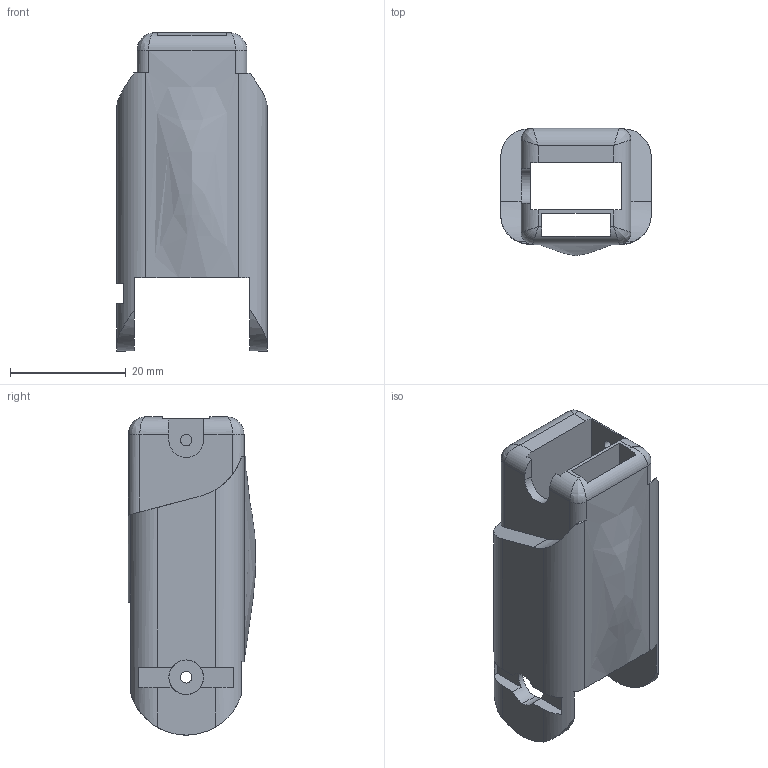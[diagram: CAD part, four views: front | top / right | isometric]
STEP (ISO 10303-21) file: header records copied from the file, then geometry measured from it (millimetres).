
FILE_DESCRIPTION (( 'STEP AP203' ), '1' );
FILE_NAME ('linki2__Varsayilan_sldprt.STEP', '2020-10-29T23:47:45', ( '' ), ( '' ), 'SwSTEP 2.0', 'SolidWorks 2019', '' );
FILE_SCHEMA (( 'CONFIG_CONTROL_DESIGN' ));
Length unit declared in the file: millimetre
Products named in the file (1): linki2__Varsayilan_sldprt
Bounding box: 26 x 22.01 x 55 mm (x, y, z)
Volume: 9288.8 mm3; surface area: 7752.7 mm2
Topology: 1 solids, 1 shells, 74 faces, 216 edges, 135 vertices
Faces by surface type: plane 37, cylinder 32, bspline 5
Entity records: 2888 total; most frequent: CARTESIAN_POINT 969, ORIENTED_EDGE 416, DIRECTION 353, EDGE_CURVE 208, VERTEX_POINT 133, AXIS2_PLACEMENT_3D 119, VECTOR 115, LINE 115
